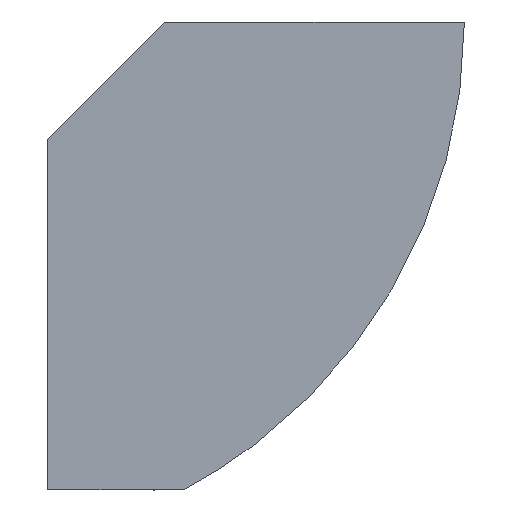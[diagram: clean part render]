
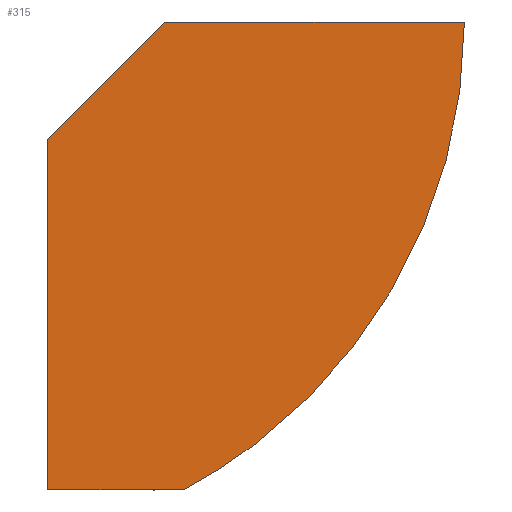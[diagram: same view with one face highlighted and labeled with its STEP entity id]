
A CAD part, front view. The second image highlights one B-rep face of the part: STEP entity #315.
In plain terms, the highlighted planar face has unit normal (0, -1, 0).
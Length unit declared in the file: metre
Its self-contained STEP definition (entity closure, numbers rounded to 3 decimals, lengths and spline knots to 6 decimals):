
#21=ELLIPSE('',#351,0.02267,0.022668);
#28=LINE('',#579,#41);
#31=LINE('',#585,#44);
#33=LINE('',#589,#46);
#34=LINE('',#601,#47);
#41=VECTOR('',#419,1.);
#44=VECTOR('',#424,1.);
#46=VECTOR('',#428,1.);
#47=VECTOR('',#447,1.);
#56=PLANE('',#363);
#119=ORIENTED_EDGE('',*,*,#159,.T.);
#120=ORIENTED_EDGE('',*,*,#162,.T.);
#121=ORIENTED_EDGE('',*,*,#154,.F.);
#122=ORIENTED_EDGE('',*,*,#157,.T.);
#123=ORIENTED_EDGE('',*,*,#149,.T.);
#149=EDGE_CURVE('',#184,#185,#21,.F.);
#154=EDGE_CURVE('',#186,#187,#28,.T.);
#157=EDGE_CURVE('',#186,#184,#31,.T.);
#159=EDGE_CURVE('',#185,#188,#33,.T.);
#162=EDGE_CURVE('',#188,#187,#34,.T.);
#184=VERTEX_POINT('',#560);
#185=VERTEX_POINT('',#561);
#186=VERTEX_POINT('',#580);
#187=VERTEX_POINT('',#581);
#188=VERTEX_POINT('',#588);
#242=EDGE_LOOP('',(#119,#120,#121,#122,#123));
#283=FACE_BOUND('',#242,.T.);
#315=ADVANCED_FACE('',(#283),#56,.F.);
#351=AXIS2_PLACEMENT_3D('',#559,#413,#414);
#363=AXIS2_PLACEMENT_3D('',#600,#445,#446);
#413=DIRECTION('',(0.,1.,0.));
#414=DIRECTION('',(-1.,0.,0.));
#419=DIRECTION('',(0.,0.,1.));
#424=DIRECTION('',(1.,0.,0.));
#428=DIRECTION('',(-1.,0.,0.));
#445=DIRECTION('',(0.,1.,0.));
#446=DIRECTION('',(0.,0.,1.));
#447=DIRECTION('',(-0.707,0.,-0.707));
#559=CARTESIAN_POINT('',(-0.83836,1.0845,0.06));
#560=CARTESIAN_POINT('',(-0.827689,1.0845,0.04));
#561=CARTESIAN_POINT('',(-0.81569,1.0845,0.06));
#579=CARTESIAN_POINT('',(-0.8335,1.0845,0.060002));
#580=CARTESIAN_POINT('',(-0.8335,1.0845,0.04));
#581=CARTESIAN_POINT('',(-0.8335,1.0845,0.055));
#585=CARTESIAN_POINT('',(-0.8435,1.0845,0.04));
#588=CARTESIAN_POINT('',(-0.8285,1.0845,0.06));
#589=CARTESIAN_POINT('',(-0.8435,1.0845,0.06));
#600=CARTESIAN_POINT('',(-0.833,1.0845,4.574548));
#601=CARTESIAN_POINT('',(-0.8335,1.0845,0.055));
